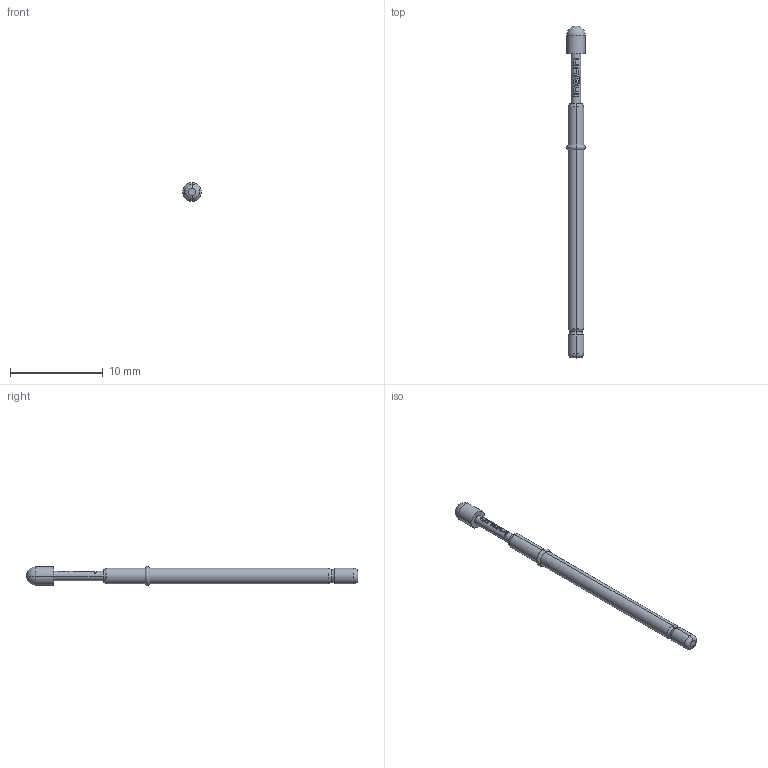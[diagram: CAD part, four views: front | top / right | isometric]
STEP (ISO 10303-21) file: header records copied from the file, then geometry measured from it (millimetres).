
FILE_DESCRIPTION (( 'STEP AP203' ), '1' );
FILE_NAME ('INGUN_GKS-112_305_200_A_xx05.STEP', '2020-08-10T08:25:12', ( '' ), ( '' ), 'SwSTEP 2.0', 'SolidWorks 2018', '' );
FILE_SCHEMA (( 'CONFIG_CONTROL_DESIGN' ));
Length unit declared in the file: millimetre
Products named in the file (1): INGUN_GKS-112_305_200_A_xx05
Bounding box: 2 x 35.7 x 2 mm (x, y, z)
Volume: 70.7 mm3; surface area: 185.2 mm2
Topology: 1 solids, 1 shells, 97 faces, 248 edges, 159 vertices
Faces by surface type: bspline 39, plane 26, cylinder 16, torus 14, sphere 2
Entity records: 4008 total; most frequent: CARTESIAN_POINT 2049, ORIENTED_EDGE 488, EDGE_CURVE 244, DIRECTION 224, B_SPLINE_CURVE_WITH_KNOTS 186, VERTEX_POINT 157, AXIS2_PLACEMENT_3D 107, EDGE_LOOP 105
